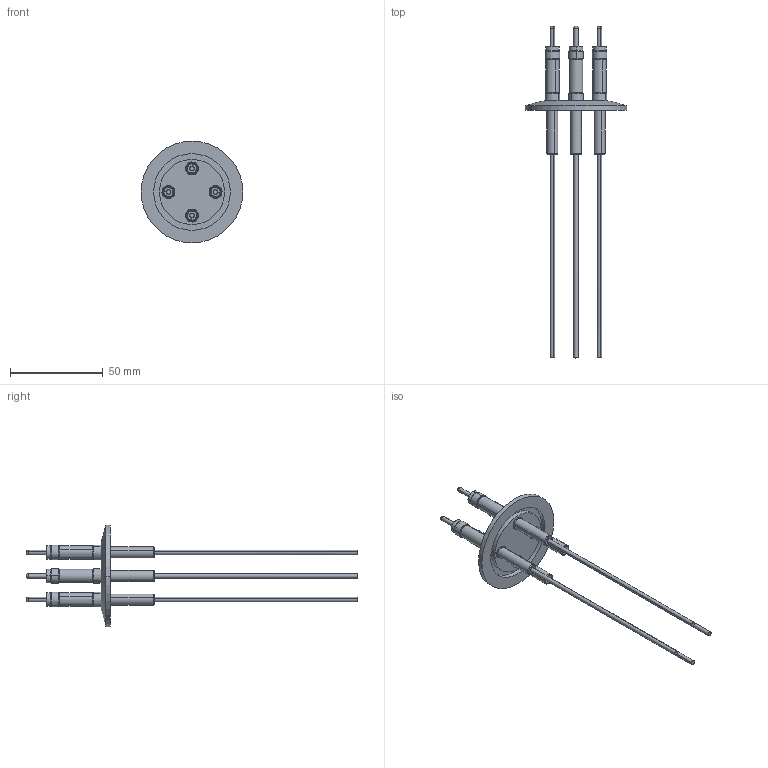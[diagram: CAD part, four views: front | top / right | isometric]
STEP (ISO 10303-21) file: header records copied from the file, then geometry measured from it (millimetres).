
FILE_DESCRIPTION (( 'STEP AP203' ), '1' );
FILE_NAME ('A5978-1-QF.STEP', '2013-06-17T12:30:02', ( '' ), ( '' ), 'SwSTEP 2.0', 'SolidWorks 2012', '' );
FILE_SCHEMA (( 'CONFIG_CONTROL_DESIGN' ));
Length unit declared in the file: inch
Products named in the file (1): A5978-1-QF
Bounding box: 54.86 x 179.07 x 54.86 mm (x, y, z)
Volume: 18467.9 mm3; surface area: 18991.9 mm2
Topology: 1 solids, 5 shells, 276 faces, 582 edges, 358 vertices
Faces by surface type: cylinder 134, cone 58, plane 52, torus 32
Entity records: 7583 total; most frequent: DIRECTION 1526, CARTESIAN_POINT 1217, ORIENTED_EDGE 1164, AXIS2_PLACEMENT_3D 667, EDGE_CURVE 582, CIRCLE 390, VERTEX_POINT 358, EDGE_LOOP 326
